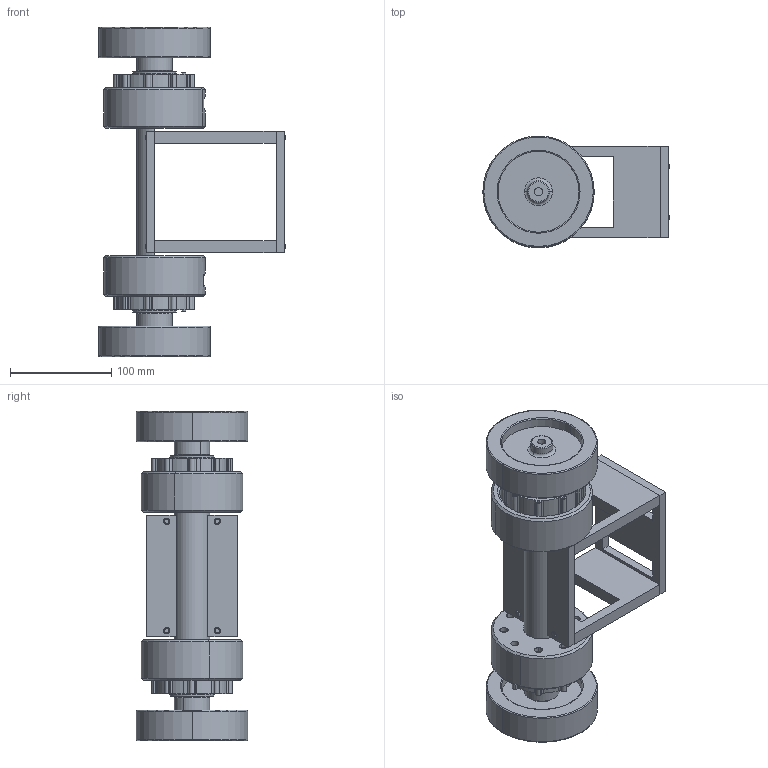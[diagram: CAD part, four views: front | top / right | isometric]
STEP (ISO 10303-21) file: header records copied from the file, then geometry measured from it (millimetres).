
FILE_DESCRIPTION(('CATIA V5 STEP Exchange'),'2;1');
FILE_NAME('balancing_bot.stp','2025-05-11T14:28:09+00:00',('none'),('none'),'CATIA Version 5-6 Release 2015 SP4 HF40','CATIA V5 STEP AP203','none');
FILE_SCHEMA(('CONFIG_CONTROL_DESIGN'));
Products named in the file (12): balancing_bot; xiaomi_cybergear; ASM0002_ASM_1_ASM; ASM0002_ASM_1_ASM_1_ASM; 0714_ASM_1_ASM_1_ASM_1_ASM; 3_1_02_067_0003_ASM_ASM_1_ASM_1_ASM; 3_1_02_067_0003_ASM_1_ASM_1_ASM_ASM; 0000859389_1_1_1_1_1; 0000859399_1_1_1_1_1; 0000259320_1_1_1_1_1; 0518_ASM_2_ASM_1_ASM_1_ASM_1_AS_ASM; 12345_ASM_1_ASM_2_ASM_1_ASM_1_A_ASM
Assembly tree (34 placements, depth 9):
  balancing_bot
    #57
    #675  x2
    #1485
    #2195  x2
    #3743  x2
    xiaomi_cybergear  x2
      ASM0002_ASM_1_ASM
        ASM0002_ASM_1_ASM_1_ASM
          0714_ASM_1_ASM_1_ASM_1_ASM
            3_1_02_067_0003_ASM_ASM_1_ASM_1_ASM
              3_1_02_067_0003_ASM_1_ASM_1_ASM_ASM
                #7133
                #11393
                #12176
                #15816
                #16377
                #16713
                #24428
                0000859389_1_1_1_1_1
                0000859399_1_1_1_1_1
                0000259320_1_1_1_1_1
              0518_ASM_2_ASM_1_ASM_1_ASM_1_AS_ASM
                12345_ASM_1_ASM_2_ASM_1_ASM_1_A_ASM
                  #28386
          #52050  x3
      #52647
    #55436  x2
Bounding box: 184 x 110 x 325 mm (x, y, z)
Volume: 1375812.7 mm3; surface area: 346810.1 mm2
Topology: 34 solids, 34 shells, 3342 faces, 9154 edges, 5896 vertices
Faces by surface type: plane 1331, cylinder 1273, cone 602, torus 104, sphere 16, revolution 16
Entity records: 56204 total; most frequent: CARTESIAN_POINT 15260, ORIENTED_EDGE 9010, DIRECTION 6986, EDGE_CURVE 4505, AXIS2_PLACEMENT_3D 3285, VERTEX_POINT 2891, VECTOR 2062, LINE 2062
